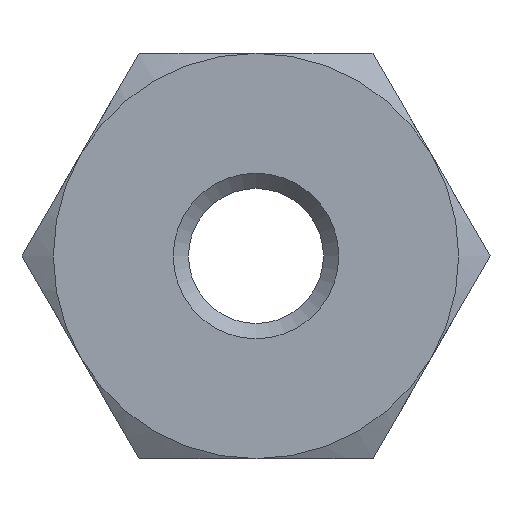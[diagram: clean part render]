
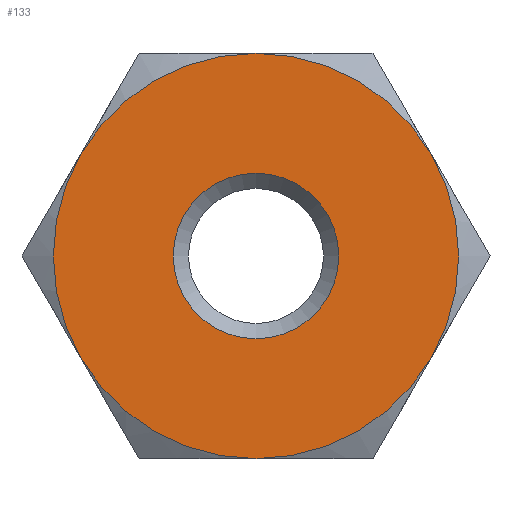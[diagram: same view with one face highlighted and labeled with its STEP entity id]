
A CAD part, front view. The second image highlights one B-rep face of the part: STEP entity #133.
In plain terms, the highlighted planar face has unit normal (0, -1, 0).
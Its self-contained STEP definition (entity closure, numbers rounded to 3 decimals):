
#18 = AXIS2_PLACEMENT_3D ( 'NONE', #596, #588, #584 ) ;
#29 = AXIS2_PLACEMENT_3D ( 'NONE', #678, #697, #512 ) ;
#30 = AXIS2_PLACEMENT_3D ( 'NONE', #547, #542, #539 ) ;
#32 = AXIS2_PLACEMENT_3D ( 'NONE', #537, #532, #535 ) ;
#34 = AXIS2_PLACEMENT_3D ( 'NONE', #701, #625, #642 ) ;
#35 = AXIS2_PLACEMENT_3D ( 'NONE', #611, #555, #734 ) ;
#60 = EDGE_CURVE ( 'NONE', #344, #415, #296, .T. ) ;
#62 = EDGE_CURVE ( 'NONE', #341, #357, #294, .T. ) ;
#64 = EDGE_CURVE ( 'NONE', #337, #344, #295, .T. ) ;
#65 = EDGE_CURVE ( 'NONE', #355, #341, #291, .T. ) ;
#67 = EDGE_CURVE ( 'NONE', #415, #355, #292, .T. ) ;
#71 = EDGE_CURVE ( 'NONE', #212, #212, #293, .T. ) ;
#90 = EDGE_CURVE ( 'NONE', #357, #337, #278, .T. ) ;
#99 = AXIS2_PLACEMENT_3D ( 'NONE', #688, #771, #769 ) ;
#104 = AXIS2_PLACEMENT_3D ( 'NONE', #755, #754, #752 ) ;
#133 = ADVANCED_FACE ( 'NONE', ( #308, #226 ), #586, .T. ) ;
#173 = ORIENTED_EDGE ( 'NONE', *, *, #65, .T. ) ;
#185 = ORIENTED_EDGE ( 'NONE', *, *, #71, .F. ) ;
#212 = VERTEX_POINT ( 'NONE', #524 ) ;
#217 = ORIENTED_EDGE ( 'NONE', *, *, #67, .T. ) ;
#226 = FACE_OUTER_BOUND ( 'NONE', #313, .T. ) ;
#278 = CIRCLE ( 'NONE', #104, 12. ) ;
#290 = ORIENTED_EDGE ( 'NONE', *, *, #64, .T. ) ;
#291 = CIRCLE ( 'NONE', #32, 12. ) ;
#292 = CIRCLE ( 'NONE', #29, 12. ) ;
#293 = CIRCLE ( 'NONE', #99, 4.9 ) ;
#294 = CIRCLE ( 'NONE', #35, 12. ) ;
#295 = CIRCLE ( 'NONE', #30, 12. ) ;
#296 = CIRCLE ( 'NONE', #34, 12. ) ;
#308 = FACE_BOUND ( 'NONE', #324, .T. ) ;
#313 = EDGE_LOOP ( 'NONE', ( #383, #379, #290, #408, #217, #173 ) ) ;
#324 = EDGE_LOOP ( 'NONE', ( #185 ) ) ;
#337 = VERTEX_POINT ( 'NONE', #557 ) ;
#341 = VERTEX_POINT ( 'NONE', #551 ) ;
#344 = VERTEX_POINT ( 'NONE', #548 ) ;
#355 = VERTEX_POINT ( 'NONE', #541 ) ;
#357 = VERTEX_POINT ( 'NONE', #531 ) ;
#379 = ORIENTED_EDGE ( 'NONE', *, *, #90, .T. ) ;
#383 = ORIENTED_EDGE ( 'NONE', *, *, #62, .T. ) ;
#408 = ORIENTED_EDGE ( 'NONE', *, *, #60, .T. ) ;
#415 = VERTEX_POINT ( 'NONE', #544 ) ;
#512 = DIRECTION ( 'NONE',  ( 0., 0., 1. ) ) ;
#524 = CARTESIAN_POINT ( 'NONE',  ( 0., 0., -4.9 ) ) ;
#531 = CARTESIAN_POINT ( 'NONE',  ( -10.392, 0., -6. ) ) ;
#532 = DIRECTION ( 'NONE',  ( 0., -1., 0. ) ) ;
#535 = DIRECTION ( 'NONE',  ( 0., 0., 1. ) ) ;
#537 = CARTESIAN_POINT ( 'NONE',  ( 0., 0., 0. ) ) ;
#539 = DIRECTION ( 'NONE',  ( 0., 0., 1. ) ) ;
#541 = CARTESIAN_POINT ( 'NONE',  ( 0., 0., 12. ) ) ;
#542 = DIRECTION ( 'NONE',  ( 0., -1., 0. ) ) ;
#544 = CARTESIAN_POINT ( 'NONE',  ( 10.392, 0., 6. ) ) ;
#547 = CARTESIAN_POINT ( 'NONE',  ( 0., 0., 0. ) ) ;
#548 = CARTESIAN_POINT ( 'NONE',  ( 10.392, 0., -6. ) ) ;
#551 = CARTESIAN_POINT ( 'NONE',  ( -10.392, 0., 6. ) ) ;
#555 = DIRECTION ( 'NONE',  ( 0., -1., 0. ) ) ;
#557 = CARTESIAN_POINT ( 'NONE',  ( 0., 0., -12. ) ) ;
#584 = DIRECTION ( 'NONE',  ( 0., 0., -1. ) ) ;
#586 = PLANE ( 'NONE',  #18 ) ;
#588 = DIRECTION ( 'NONE',  ( 0., -1., 0. ) ) ;
#596 = CARTESIAN_POINT ( 'NONE',  ( -12.144, 0., 12.144 ) ) ;
#611 = CARTESIAN_POINT ( 'NONE',  ( 0., 0., 0. ) ) ;
#625 = DIRECTION ( 'NONE',  ( 0., -1., 0. ) ) ;
#642 = DIRECTION ( 'NONE',  ( 0., 0., 1. ) ) ;
#678 = CARTESIAN_POINT ( 'NONE',  ( 0., 0., 0. ) ) ;
#688 = CARTESIAN_POINT ( 'NONE',  ( 0., 0., 0. ) ) ;
#697 = DIRECTION ( 'NONE',  ( 0., -1., 0. ) ) ;
#701 = CARTESIAN_POINT ( 'NONE',  ( 0., 0., 0. ) ) ;
#734 = DIRECTION ( 'NONE',  ( 0., 0., 1. ) ) ;
#752 = DIRECTION ( 'NONE',  ( 0., 0., 1. ) ) ;
#754 = DIRECTION ( 'NONE',  ( 0., -1., 0. ) ) ;
#755 = CARTESIAN_POINT ( 'NONE',  ( 0., 0., 0. ) ) ;
#769 = DIRECTION ( 'NONE',  ( 0., 0., -1. ) ) ;
#771 = DIRECTION ( 'NONE',  ( 0., -1., 0. ) ) ;
